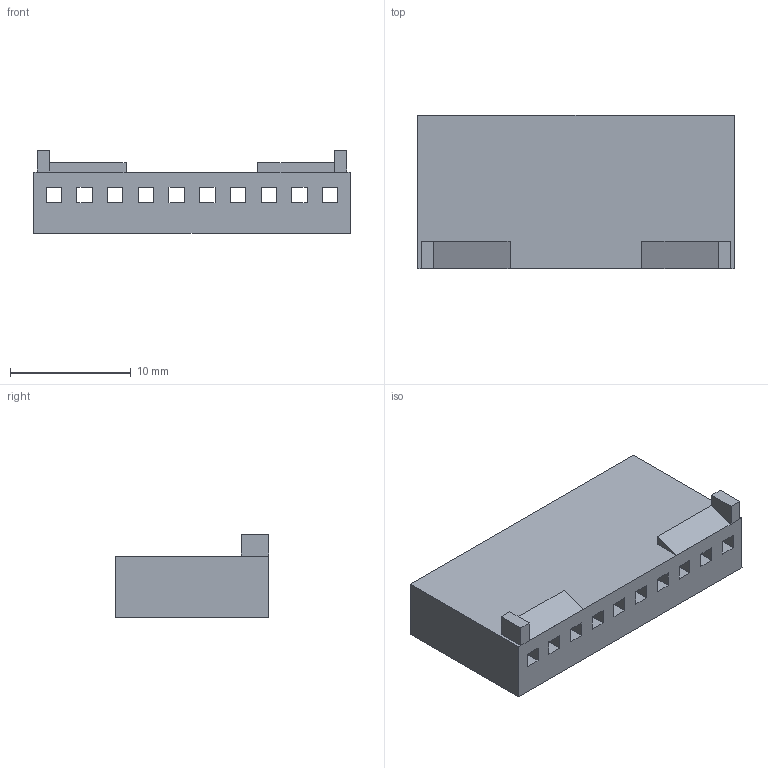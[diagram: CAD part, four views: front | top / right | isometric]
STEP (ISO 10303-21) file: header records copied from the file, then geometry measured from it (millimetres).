
FILE_DESCRIPTION(('FreeCAD Model'),'2;1');
FILE_NAME('0022013107.step', '2021-07-19T15:16:26',('Author'),(''), 'Open CASCADE STEP processor 7.3','FreeCAD','Unknown');
FILE_SCHEMA(('AUTOMOTIVE_DESIGN { 1 0 10303 214 1 1 1 1 }'));
Length unit declared in the file: millimetre
Products named in the file (1): Body
Bounding box: 26.16 x 12.7 x 6.86 mm (x, y, z)
Volume: 1089 mm3; surface area: 2175 mm2
Topology: 1 solids, 1 shells, 119 faces, 310 edges, 204 vertices
Faces by surface type: plane 119
Entity records: 7651 total; most frequent: CARTESIAN_POINT 1254, DIRECTION 1170, LINE 930, VECTOR 930, ORIENTED_EDGE 620, PCURVE 620, DEFINITIONAL_REPRESENTATION 620, EDGE_CURVE 310
